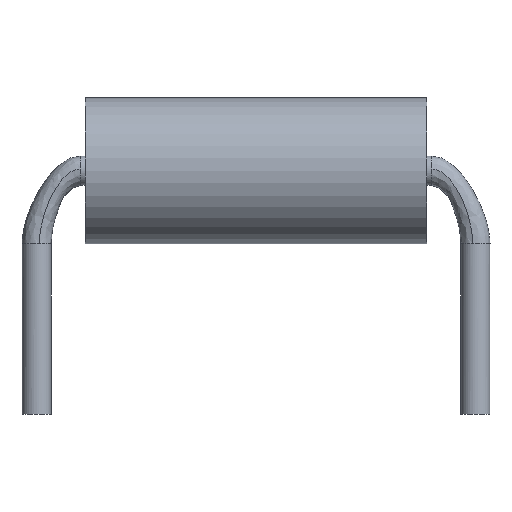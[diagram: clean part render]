
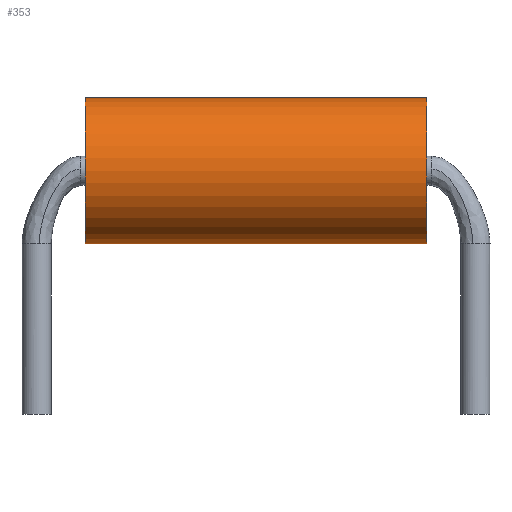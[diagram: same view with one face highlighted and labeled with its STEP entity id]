
A CAD part, front view. The second image highlights one B-rep face of the part: STEP entity #353.
In plain terms, the highlighted cylindrical face has radius 1.5 mm (diameter 3 mm), a partial arc.
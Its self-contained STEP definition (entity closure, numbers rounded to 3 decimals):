
#13 = DIRECTION ( 'NONE',  ( -1., 0., 0. ) ) ;
#23 = VERTEX_POINT ( 'NONE', #451 ) ;
#30 = DIRECTION ( 'NONE',  ( 1., 0., 0. ) ) ;
#57 = DIRECTION ( 'NONE',  ( 1., 0., 0. ) ) ;
#70 = CIRCLE ( 'NONE', #1050, 1.5 ) ;
#107 = VERTEX_POINT ( 'NONE', #251 ) ;
#116 = DIRECTION ( 'NONE',  ( 0., 0., 1. ) ) ;
#148 = DIRECTION ( 'NONE',  ( 0., 0., -1. ) ) ;
#167 = VERTEX_POINT ( 'NONE', #198 ) ;
#187 = CIRCLE ( 'NONE', #607, 1.5 ) ;
#198 = CARTESIAN_POINT ( 'NONE',  ( -3.5, 0., 3.5 ) ) ;
#242 = DIRECTION ( 'NONE',  ( -1., 0., 0. ) ) ;
#251 = CARTESIAN_POINT ( 'NONE',  ( 3.5, 0., 0.5 ) ) ;
#269 = EDGE_CURVE ( 'NONE', #23, #167, #1089, .T. ) ;
#280 = ORIENTED_EDGE ( 'NONE', *, *, #722, .T. ) ;
#305 = DIRECTION ( 'NONE',  ( -1., 0., 0. ) ) ;
#331 = VERTEX_POINT ( 'NONE', #894 ) ;
#336 = ORIENTED_EDGE ( 'NONE', *, *, #340, .F. ) ;
#339 = CARTESIAN_POINT ( 'NONE',  ( 3.5, 0., 3.5 ) ) ;
#340 = EDGE_CURVE ( 'NONE', #23, #107, #70, .T. ) ;
#353 = ADVANCED_FACE ( 'NONE', ( #385 ), #377, .T. ) ;
#360 = EDGE_LOOP ( 'NONE', ( #673, #336, #885, #280 ) ) ;
#377 = CYLINDRICAL_SURFACE ( 'NONE', #399, 1.5 ) ;
#385 = FACE_OUTER_BOUND ( 'NONE', #360, .T. ) ;
#399 = AXIS2_PLACEMENT_3D ( 'NONE', #617, #305, #116 ) ;
#451 = CARTESIAN_POINT ( 'NONE',  ( 3.5, 0., 3.5 ) ) ;
#607 = AXIS2_PLACEMENT_3D ( 'NONE', #791, #30, #148 ) ;
#617 = CARTESIAN_POINT ( 'NONE',  ( 3.5, 0., 2. ) ) ;
#632 = LINE ( 'NONE', #959, #733 ) ;
#641 = EDGE_CURVE ( 'NONE', #107, #331, #632, .T. ) ;
#670 = VECTOR ( 'NONE', #242, 1000. ) ;
#673 = ORIENTED_EDGE ( 'NONE', *, *, #641, .F. ) ;
#722 = EDGE_CURVE ( 'NONE', #167, #331, #187, .T. ) ;
#733 = VECTOR ( 'NONE', #13, 1000. ) ;
#791 = CARTESIAN_POINT ( 'NONE',  ( -3.5, 0., 2. ) ) ;
#885 = ORIENTED_EDGE ( 'NONE', *, *, #269, .T. ) ;
#894 = CARTESIAN_POINT ( 'NONE',  ( -3.5, 0., 0.5 ) ) ;
#959 = CARTESIAN_POINT ( 'NONE',  ( 3.5, 0., 0.5 ) ) ;
#988 = DIRECTION ( 'NONE',  ( 0., 0., -1. ) ) ;
#997 = CARTESIAN_POINT ( 'NONE',  ( 3.5, 0., 2. ) ) ;
#1050 = AXIS2_PLACEMENT_3D ( 'NONE', #997, #57, #988 ) ;
#1089 = LINE ( 'NONE', #339, #670 ) ;
